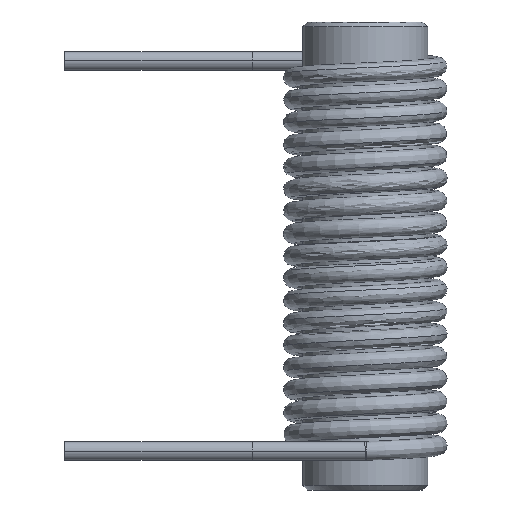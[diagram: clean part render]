
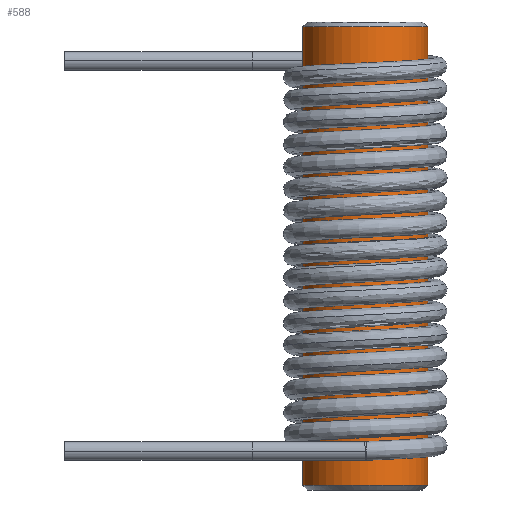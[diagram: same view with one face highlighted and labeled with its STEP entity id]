
A CAD part, front view. The second image highlights one B-rep face of the part: STEP entity #588.
In plain terms, the highlighted free-form (B-spline) face has degree [2, 1] with [5, 2] control points.
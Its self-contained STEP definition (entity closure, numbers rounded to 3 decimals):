
#442 = VERTEX_POINT('',#443);
#443 = CARTESIAN_POINT('',(-2.346,0.,
    15.952));
#448 = EDGE_CURVE('',#449,#442,#451,.T.);
#449 = VERTEX_POINT('',#450);
#450 = CARTESIAN_POINT('',(2.346,0.,
    15.952));
#451 = ( BOUNDED_CURVE() B_SPLINE_CURVE(2,(#452,#453,#454,#455,#456),
.UNSPECIFIED.,.F.,.F.) B_SPLINE_CURVE_WITH_KNOTS((3,2,3),(0.,
1.571,3.142),.PIECEWISE_BEZIER_KNOTS.) CURVE() 
GEOMETRIC_REPRESENTATION_ITEM() RATIONAL_B_SPLINE_CURVE((1.,
0.707,1.,0.707,1.)) REPRESENTATION_ITEM('') );
#452 = CARTESIAN_POINT('',(2.346,0.,
    15.952));
#453 = CARTESIAN_POINT('',(2.346,-2.346,
    15.952));
#454 = CARTESIAN_POINT('',(0.,-2.346,
    15.952));
#455 = CARTESIAN_POINT('',(-2.346,-2.346,
    15.952));
#456 = CARTESIAN_POINT('',(-2.346,0.,
    15.952));
#490 = VERTEX_POINT('',#491);
#491 = CARTESIAN_POINT('',(-2.346,0.,
    -1.29));
#497 = VERTEX_POINT('',#498);
#498 = CARTESIAN_POINT('',(2.346,0.,
    -1.29));
#526 = EDGE_CURVE('',#490,#442,#527,.T.);
#527 = B_SPLINE_CURVE_WITH_KNOTS('',1,(#528,#529),.UNSPECIFIED.,.F.,.F.,
  (2,2),(0.15,14.85),.PIECEWISE_BEZIER_KNOTS.);
#528 = CARTESIAN_POINT('',(-2.346,0.,
    -1.29));
#529 = CARTESIAN_POINT('',(-2.346,0.,
    15.952));
#539 = EDGE_CURVE('',#497,#449,#540,.T.);
#540 = B_SPLINE_CURVE_WITH_KNOTS('',1,(#541,#542),.UNSPECIFIED.,.F.,.F.,
  (2,2),(0.15,14.85),.PIECEWISE_BEZIER_KNOTS.);
#541 = CARTESIAN_POINT('',(2.346,0.,
    -1.29));
#542 = CARTESIAN_POINT('',(2.346,0.,
    15.952));
#588 = ADVANCED_FACE('',(#589),#602,.T.);
#589 = FACE_BOUND('',#590,.T.);
#590 = EDGE_LOOP('',(#591,#592,#600,#601));
#591 = ORIENTED_EDGE('',*,*,#526,.F.);
#592 = ORIENTED_EDGE('',*,*,#593,.F.);
#593 = EDGE_CURVE('',#497,#490,#594,.T.);
#594 = ( BOUNDED_CURVE() B_SPLINE_CURVE(2,(#595,#596,#597,#598,#599),
.UNSPECIFIED.,.F.,.F.) B_SPLINE_CURVE_WITH_KNOTS((3,2,3),(0.,
1.571,3.142),.PIECEWISE_BEZIER_KNOTS.) CURVE() 
GEOMETRIC_REPRESENTATION_ITEM() RATIONAL_B_SPLINE_CURVE((1.,
0.707,1.,0.707,1.)) REPRESENTATION_ITEM('') );
#595 = CARTESIAN_POINT('',(2.346,0.,
    -1.29));
#596 = CARTESIAN_POINT('',(2.346,-2.346,
    -1.29));
#597 = CARTESIAN_POINT('',(0.,-2.346,
    -1.29));
#598 = CARTESIAN_POINT('',(-2.346,-2.346,
    -1.29));
#599 = CARTESIAN_POINT('',(-2.346,0.,
    -1.29));
#600 = ORIENTED_EDGE('',*,*,#539,.T.);
#601 = ORIENTED_EDGE('',*,*,#448,.T.);
#602 = ( BOUNDED_SURFACE() B_SPLINE_SURFACE(2,1,(
    (#603,#604)
    ,(#605,#606)
    ,(#607,#608)
    ,(#609,#610)
,(#611,#612
    )),.UNSPECIFIED.,.F.,.F.,.F.) B_SPLINE_SURFACE_WITH_KNOTS((3,2,3),(2
    ,2),(3.142,4.712,6.283),(0.15,14.85),
.PIECEWISE_BEZIER_KNOTS.) GEOMETRIC_REPRESENTATION_ITEM() 
RATIONAL_B_SPLINE_SURFACE((
    (1.,1.)
    ,(0.707,0.707)
    ,(1.,1.)
    ,(0.707,0.707)
,(1.,1.))) REPRESENTATION_ITEM('') SURFACE() );
#603 = CARTESIAN_POINT('',(-2.346,0.,
    -1.29));
#604 = CARTESIAN_POINT('',(-2.346,0.,
    15.952));
#605 = CARTESIAN_POINT('',(-2.346,-2.346,
    -1.29));
#606 = CARTESIAN_POINT('',(-2.346,-2.346,
    15.952));
#607 = CARTESIAN_POINT('',(0.,-2.346,
    -1.29));
#608 = CARTESIAN_POINT('',(0.,-2.346,
    15.952));
#609 = CARTESIAN_POINT('',(2.346,-2.346,
    -1.29));
#610 = CARTESIAN_POINT('',(2.346,-2.346,
    15.952));
#611 = CARTESIAN_POINT('',(2.346,0.,
    -1.29));
#612 = CARTESIAN_POINT('',(2.346,0.,
    15.952));
